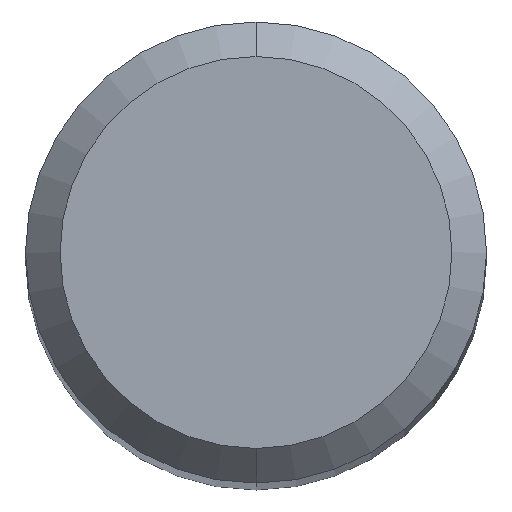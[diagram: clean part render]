
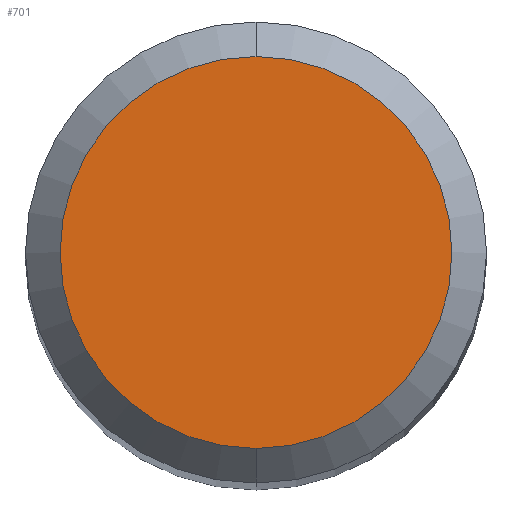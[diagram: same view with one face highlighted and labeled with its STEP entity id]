
A CAD part, top view. The second image highlights one B-rep face of the part: STEP entity #701.
In plain terms, the highlighted planar face has unit normal (0, 0, 1).
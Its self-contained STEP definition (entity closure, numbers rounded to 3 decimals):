
#553=EDGE_CURVE('',#907,#717,#1237,.T.);
#701=ADVANCED_FACE('',(#1401),#1402,.T.);
#717=VERTEX_POINT('',#1419);
#907=VERTEX_POINT('',#1625);
#971=EDGE_CURVE('',#717,#907,#1693,.T.);
#1237=CIRCLE('',#2618,1.7);
#1401=FACE_OUTER_BOUND('',#3437,.T.);
#1402=PLANE('',#3438);
#1419=CARTESIAN_POINT('',(0.,-1.7,0.0));
#1625=CARTESIAN_POINT('',(0.0,1.7,0.0));
#1693=CIRCLE('',#4455,1.7);
#2618=AXIS2_PLACEMENT_3D('',#4790,#4791,#4792);
#3437=EDGE_LOOP('',(#4975,#4976));
#3438=AXIS2_PLACEMENT_3D('',#4977,#4978,#4979);
#4455=AXIS2_PLACEMENT_3D('',#5288,#5289,#5290);
#4790=CARTESIAN_POINT('',(0.0,0.0,0.0));
#4791=DIRECTION('',(0.0,0.0,-1.0));
#4792=DIRECTION('',(0.0,1.0,0.0));
#4975=ORIENTED_EDGE('',*,*,#553,.F.);
#4976=ORIENTED_EDGE('',*,*,#971,.F.);
#4977=CARTESIAN_POINT('',(0.0,0.85,0.0));
#4978=DIRECTION('',(-0.0,0.0,1.0));
#4979=DIRECTION('',(0.0,-1.0,0.0));
#5288=CARTESIAN_POINT('',(0.0,0.0,0.0));
#5289=DIRECTION('',(0.0,0.0,-1.0));
#5290=DIRECTION('',(0.0,1.0,0.0));
